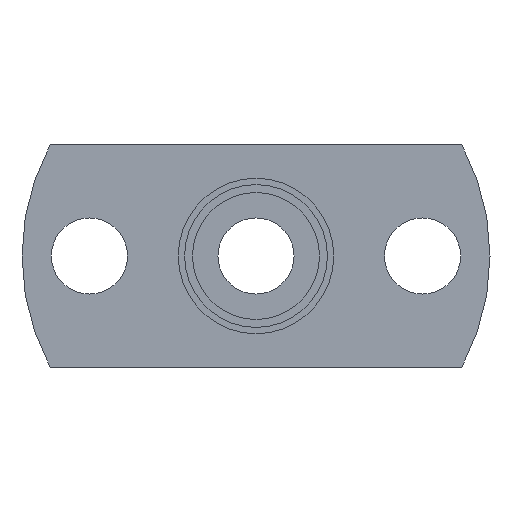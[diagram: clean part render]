
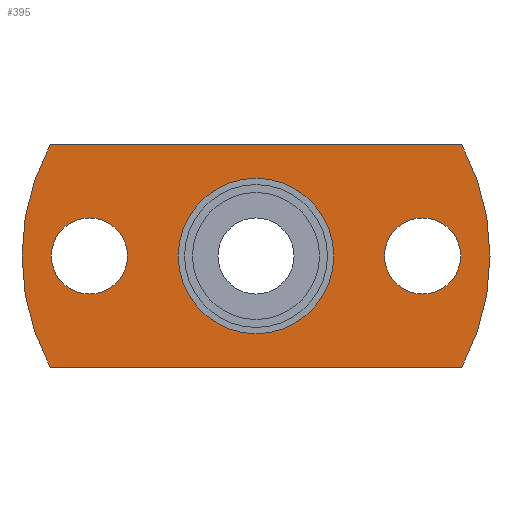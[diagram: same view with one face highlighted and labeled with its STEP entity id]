
A CAD part, left-side view. The second image highlights one B-rep face of the part: STEP entity #395.
In plain terms, the highlighted planar face has unit normal (-1, 0, 0).
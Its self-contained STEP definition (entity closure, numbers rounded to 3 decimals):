
#23=LINE('',#670,#31);
#24=LINE('',#674,#32);
#31=VECTOR('',#537,1000.);
#32=VECTOR('',#540,1000.);
#45=PLANE('',#448);
#67=ORIENTED_EDGE('',*,*,#144,.F.);
#68=ORIENTED_EDGE('',*,*,#145,.F.);
#69=ORIENTED_EDGE('',*,*,#146,.F.);
#70=ORIENTED_EDGE('',*,*,#147,.T.);
#71=ORIENTED_EDGE('',*,*,#148,.T.);
#72=ORIENTED_EDGE('',*,*,#149,.T.);
#73=ORIENTED_EDGE('',*,*,#150,.T.);
#144=EDGE_CURVE('',#185,#185,#222,.T.);
#145=EDGE_CURVE('',#186,#186,#223,.T.);
#146=EDGE_CURVE('',#187,#187,#224,.T.);
#147=EDGE_CURVE('',#188,#189,#225,.T.);
#148=EDGE_CURVE('',#189,#190,#23,.T.);
#149=EDGE_CURVE('',#190,#191,#226,.T.);
#150=EDGE_CURVE('',#191,#188,#24,.T.);
#185=VERTEX_POINT('',#661);
#186=VERTEX_POINT('',#664);
#187=VERTEX_POINT('',#666);
#188=VERTEX_POINT('',#668);
#189=VERTEX_POINT('',#669);
#190=VERTEX_POINT('',#671);
#191=VERTEX_POINT('',#673);
#222=CIRCLE('',#447,4.9);
#223=CIRCLE('',#449,2.4);
#224=CIRCLE('',#450,2.4);
#225=CIRCLE('',#451,14.75);
#226=CIRCLE('',#452,14.75);
#260=EDGE_LOOP('',(#67));
#261=EDGE_LOOP('',(#68));
#262=EDGE_LOOP('',(#69));
#263=EDGE_LOOP('',(#70,#71,#72,#73));
#324=FACE_BOUND('',#260,.T.);
#325=FACE_BOUND('',#261,.T.);
#326=FACE_BOUND('',#262,.T.);
#327=FACE_BOUND('',#263,.T.);
#395=ADVANCED_FACE('',(#324,#325,#326,#327),#45,.T.);
#447=AXIS2_PLACEMENT_3D('',#660,#527,#528);
#448=AXIS2_PLACEMENT_3D('',#662,#529,#530);
#449=AXIS2_PLACEMENT_3D('',#663,#531,#532);
#450=AXIS2_PLACEMENT_3D('',#665,#533,#534);
#451=AXIS2_PLACEMENT_3D('',#667,#535,#536);
#452=AXIS2_PLACEMENT_3D('',#672,#538,#539);
#527=DIRECTION('',(-1.,0.,0.));
#528=DIRECTION('',(0.,1.,0.));
#529=DIRECTION('',(-1.,0.,0.));
#530=DIRECTION('',(0.,-1.,0.));
#531=DIRECTION('',(-1.,0.,0.));
#532=DIRECTION('',(0.,1.,0.));
#533=DIRECTION('',(-1.,0.,0.));
#534=DIRECTION('',(0.,1.,0.));
#535=DIRECTION('',(-1.,0.,0.));
#536=DIRECTION('',(0.,-1.,0.));
#537=DIRECTION('',(0.,-1.,0.));
#538=DIRECTION('',(-1.,0.,0.));
#539=DIRECTION('',(0.,1.,0.));
#540=DIRECTION('',(0.,1.,0.));
#660=CARTESIAN_POINT('',(0.,0.,0.));
#661=CARTESIAN_POINT('',(0.,4.9,0.));
#662=CARTESIAN_POINT('',(0.,0.,0.));
#663=CARTESIAN_POINT('',(0.,10.5,0.));
#664=CARTESIAN_POINT('',(0.,12.9,0.));
#665=CARTESIAN_POINT('',(0.,-10.5,0.));
#666=CARTESIAN_POINT('',(0.,-8.1,0.));
#667=CARTESIAN_POINT('',(0.,0.,0.));
#668=CARTESIAN_POINT('',(0.,12.983,7.));
#669=CARTESIAN_POINT('',(0.,12.983,-7.));
#670=CARTESIAN_POINT('',(0.,12.983,-7.));
#671=CARTESIAN_POINT('',(0.,-12.983,-7.));
#672=CARTESIAN_POINT('',(0.,0.,0.));
#673=CARTESIAN_POINT('',(0.,-12.983,7.));
#674=CARTESIAN_POINT('',(0.,-12.983,7.));
